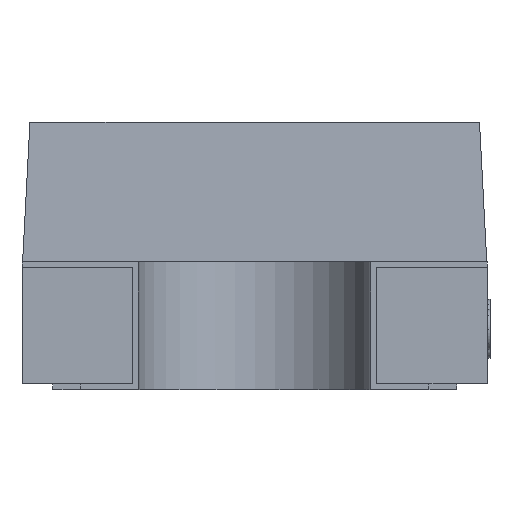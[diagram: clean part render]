
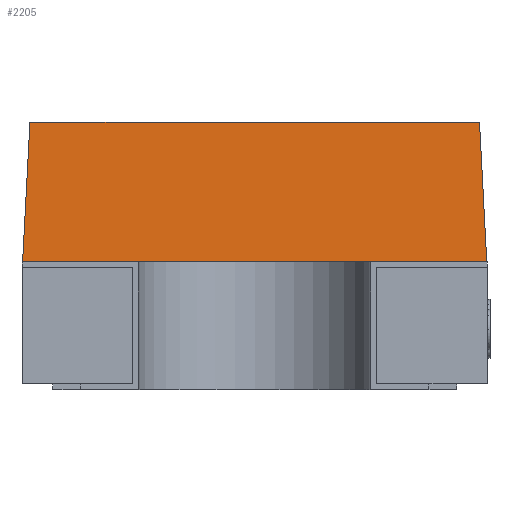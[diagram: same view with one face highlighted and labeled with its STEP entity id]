
A CAD part, left-side view. The second image highlights one B-rep face of the part: STEP entity #2205.
In plain terms, the highlighted planar face has unit normal (-0.999, 0, 0.052).
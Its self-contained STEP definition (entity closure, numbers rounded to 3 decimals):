
#160 = EDGE_CURVE ( 'NONE', #6229, #5924, #11250, .T. ) ;
#199 = CARTESIAN_POINT ( 'NONE',  ( -0.874, 0.774, 0.9 ) ) ;
#1166 = ORIENTED_EDGE ( 'NONE', *, *, #7745, .T. ) ;
#1424 = EDGE_CURVE ( 'NONE', #2426, #8664, #15461, .T. ) ;
#1838 = FACE_OUTER_BOUND ( 'NONE', #13976, .T. ) ;
#2084 = CARTESIAN_POINT ( 'NONE',  ( -0.9, -0.3, 0.4 ) ) ;
#2205 = ADVANCED_FACE ( 'NONE', ( #1838 ), #7044, .T. ) ;
#2212 = VERTEX_POINT ( 'NONE', #4656 ) ;
#2358 = VECTOR ( 'NONE', #3578, 1000. ) ;
#2402 = VECTOR ( 'NONE', #9639, 1000. ) ;
#2426 = VERTEX_POINT ( 'NONE', #2546 ) ;
#2546 = CARTESIAN_POINT ( 'NONE',  ( -0.9, 0.2, 0.4 ) ) ;
#2619 = CARTESIAN_POINT ( 'NONE',  ( -0.9, -0.8, 0.4 ) ) ;
#2922 = CARTESIAN_POINT ( 'NONE',  ( -0.874, -0.774, 0.9 ) ) ;
#3551 = DIRECTION ( 'NONE',  ( -0.999, 0., 0.052 ) ) ;
#3578 = DIRECTION ( 'NONE',  ( 0.052, 0., 0.999 ) ) ;
#3634 = CARTESIAN_POINT ( 'NONE',  ( -0.9, -0.8, 0.4 ) ) ;
#3970 = CARTESIAN_POINT ( 'NONE',  ( -0.899, -0.3, 0.42 ) ) ;
#3982 = EDGE_CURVE ( 'NONE', #2212, #2426, #5283, .T. ) ;
#4588 = VECTOR ( 'NONE', #14469, 1000. ) ;
#4656 = CARTESIAN_POINT ( 'NONE',  ( -0.9, 0.8, 0.4 ) ) ;
#4928 = LINE ( 'NONE', #2619, #6593 ) ;
#5021 = DIRECTION ( 'NONE',  ( -0.052, -0.052, -0.997 ) ) ;
#5283 = LINE ( 'NONE', #11694, #10510 ) ;
#5381 = VERTEX_POINT ( 'NONE', #3970 ) ;
#5482 = LINE ( 'NONE', #14764, #6756 ) ;
#5675 = VERTEX_POINT ( 'NONE', #2922 ) ;
#5924 = VERTEX_POINT ( 'NONE', #9483 ) ;
#6170 = VECTOR ( 'NONE', #5021, 1000. ) ;
#6225 = CARTESIAN_POINT ( 'NONE',  ( -0.9, 0.2, 0.4 ) ) ;
#6229 = VERTEX_POINT ( 'NONE', #2084 ) ;
#6288 = DIRECTION ( 'NONE',  ( 0., -1., 0. ) ) ;
#6315 = EDGE_CURVE ( 'NONE', #5381, #6229, #6434, .T. ) ;
#6434 = LINE ( 'NONE', #6764, #15457 ) ;
#6593 = VECTOR ( 'NONE', #6288, 1000. ) ;
#6756 = VECTOR ( 'NONE', #10698, 1000. ) ;
#6764 = CARTESIAN_POINT ( 'NONE',  ( -0.9, -0.3, 0.4 ) ) ;
#6850 = ORIENTED_EDGE ( 'NONE', *, *, #6315, .T. ) ;
#7044 = PLANE ( 'NONE',  #7662 ) ;
#7662 = AXIS2_PLACEMENT_3D ( 'NONE', #3634, #3551, #11167 ) ;
#7683 = VERTEX_POINT ( 'NONE', #14223 ) ;
#7745 = EDGE_CURVE ( 'NONE', #5924, #7683, #4928, .T. ) ;
#7786 = DIRECTION ( 'NONE',  ( 0., -1., 0. ) ) ;
#7899 = LINE ( 'NONE', #16766, #6170 ) ;
#8664 = VERTEX_POINT ( 'NONE', #15470 ) ;
#9108 = CARTESIAN_POINT ( 'NONE',  ( -0.896, 0.796, 0.483 ) ) ;
#9275 = LINE ( 'NONE', #9108, #4588 ) ;
#9386 = ORIENTED_EDGE ( 'NONE', *, *, #14135, .F. ) ;
#9483 = CARTESIAN_POINT ( 'NONE',  ( -0.9, -0.672, 0.4 ) ) ;
#9560 = ORIENTED_EDGE ( 'NONE', *, *, #16396, .T. ) ;
#9639 = DIRECTION ( 'NONE',  ( 0., -1., 0. ) ) ;
#10464 = DIRECTION ( 'NONE',  ( -0.052, 0., -0.999 ) ) ;
#10510 = VECTOR ( 'NONE', #16952, 1000. ) ;
#10684 = ORIENTED_EDGE ( 'NONE', *, *, #14273, .T. ) ;
#10698 = DIRECTION ( 'NONE',  ( 0., -1., 0. ) ) ;
#11099 = ORIENTED_EDGE ( 'NONE', *, *, #15067, .F. ) ;
#11167 = DIRECTION ( 'NONE',  ( 0.052, 0., 0.999 ) ) ;
#11182 = LINE ( 'NONE', #14664, #2402 ) ;
#11250 = LINE ( 'NONE', #16916, #14318 ) ;
#11694 = CARTESIAN_POINT ( 'NONE',  ( -0.9, -0.8, 0.4 ) ) ;
#12172 = ORIENTED_EDGE ( 'NONE', *, *, #1424, .T. ) ;
#13976 = EDGE_LOOP ( 'NONE', ( #16545, #12172, #9560, #6850, #14982, #1166, #11099, #9386, #10684 ) ) ;
#14135 = EDGE_CURVE ( 'NONE', #16198, #5675, #11182, .T. ) ;
#14223 = CARTESIAN_POINT ( 'NONE',  ( -0.9, -0.8, 0.4 ) ) ;
#14273 = EDGE_CURVE ( 'NONE', #16198, #2212, #9275, .T. ) ;
#14318 = VECTOR ( 'NONE', #7786, 1000. ) ;
#14469 = DIRECTION ( 'NONE',  ( -0.052, 0.052, -0.997 ) ) ;
#14664 = CARTESIAN_POINT ( 'NONE',  ( -0.874, 0., 0.9 ) ) ;
#14764 = CARTESIAN_POINT ( 'NONE',  ( -0.899, -0.8, 0.42 ) ) ;
#14982 = ORIENTED_EDGE ( 'NONE', *, *, #160, .T. ) ;
#15067 = EDGE_CURVE ( 'NONE', #5675, #7683, #7899, .T. ) ;
#15457 = VECTOR ( 'NONE', #10464, 1000. ) ;
#15461 = LINE ( 'NONE', #6225, #2358 ) ;
#15470 = CARTESIAN_POINT ( 'NONE',  ( -0.899, 0.2, 0.42 ) ) ;
#16198 = VERTEX_POINT ( 'NONE', #199 ) ;
#16396 = EDGE_CURVE ( 'NONE', #8664, #5381, #5482, .T. ) ;
#16545 = ORIENTED_EDGE ( 'NONE', *, *, #3982, .T. ) ;
#16766 = CARTESIAN_POINT ( 'NONE',  ( -0.9, -0.8, 0.4 ) ) ;
#16916 = CARTESIAN_POINT ( 'NONE',  ( -0.9, -0.8, 0.4 ) ) ;
#16952 = DIRECTION ( 'NONE',  ( 0., -1., 0. ) ) ;
